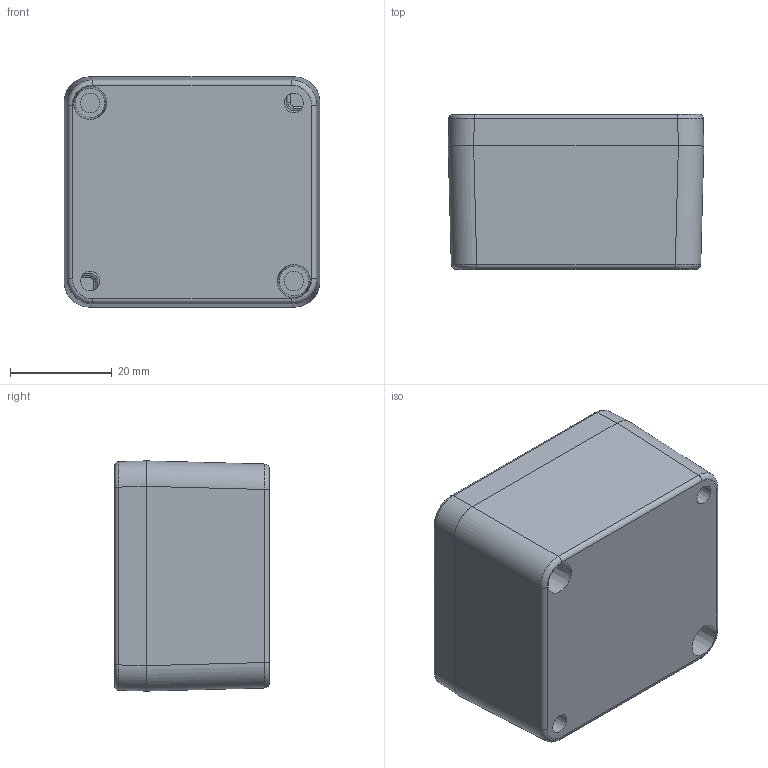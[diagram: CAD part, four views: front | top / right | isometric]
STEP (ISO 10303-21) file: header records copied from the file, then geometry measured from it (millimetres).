
FILE_DESCRIPTION (( 'STEP AP203' ), '1' );
FILE_NAME ('1590Z060GY.step', '2020-11-14T20:02:16', ( 'ADC123' ), ( 'Microsoft' ), 'SwSTEP 2.0', 'SolidWorks 2019', '' );
FILE_SCHEMA (( 'CONFIG_CONTROL_DESIGN' ));
Length unit declared in the file: inch
Products named in the file (1): 1590Z060GY
Bounding box: 50.2 x 30.4 x 45.2 mm (x, y, z)
Volume: 24820.7 mm3; surface area: 21743.9 mm2
Topology: 4 solids, 13 shells, 1051 faces, 2631 edges, 1626 vertices
Faces by surface type: bspline 451, plane 333, cylinder 158, cone 105, torus 4
Full cylindrical faces by diameter (mm): 3.42 x2, 3.82 x2
Entity records: 50244 total; most frequent: CARTESIAN_POINT 28897, ORIENTED_EDGE 5104, DIRECTION 3151, EDGE_CURVE 2552, VERTEX_POINT 1603, EDGE_LOOP 1157, AXIS2_PLACEMENT_3D 1082, FACE_OUTER_BOUND 1052
